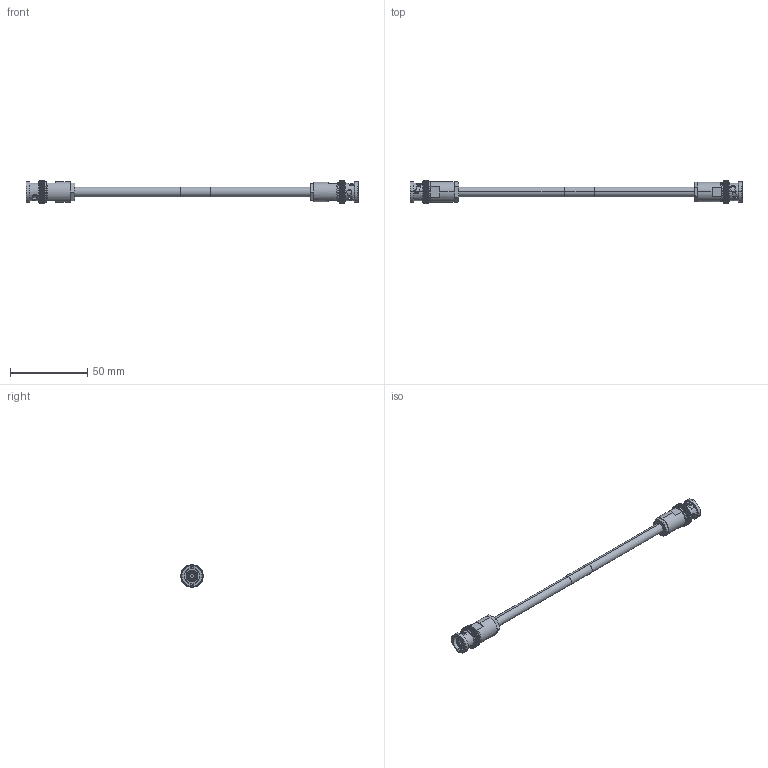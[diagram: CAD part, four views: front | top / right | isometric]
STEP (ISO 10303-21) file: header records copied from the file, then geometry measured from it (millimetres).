
FILE_DESCRIPTION (( 'STEP AP214' ), '1' );
FILE_NAME ('FM3MSA00681_3D.step', '2023-08-31T17:21:04', ( '' ), ( '' ), 'SwSTEP 2.0', 'SolidWorks 2022', '' );
FILE_SCHEMA (( 'AUTOMOTIVE_DESIGN' ));
Length unit declared in the file: inch
Products named in the file (11): 10-06030-XXX; 10-08030-XXX; 10-08030-XXX-MA2; 10-08030-XXX-MA1; 10-06030-XXX-MA3; 10-06030-XXX-MA1; FM3MSA00681_3D; 1AW01-003_.25" x .75" long; 10-08030-XXX-MA3; TWC-124-2_6"; 10-06030-XXX-MA2
Assembly tree (10 placements, depth 3):
  FM3MSA00681_3D
    TWC-124-2_6"
    10-08030-XXX
      10-08030-XXX-MA1
      10-08030-XXX-MA2
      10-08030-XXX-MA3
    10-06030-XXX
      10-06030-XXX-MA1
      10-06030-XXX-MA2
      10-06030-XXX-MA3
    1AW01-003_.25" x .75" long
Bounding box: 214.6 x 14.49 x 14.49 mm (x, y, z)
Volume: 11336.9 mm3; surface area: 10797.9 mm2
Topology: 8 solids, 8 shells, 1383 faces, 3960 edges, 2608 vertices
Faces by surface type: cylinder 751, torus 388, plane 155, cone 64, bspline 25
Entity records: 52174 total; most frequent: CARTESIAN_POINT 15737, ORIENTED_EDGE 7912, DIRECTION 7452, EDGE_CURVE 3956, AXIS2_PLACEMENT_3D 3202, VERTEX_POINT 2608, CIRCLE 1829, EDGE_LOOP 1426
